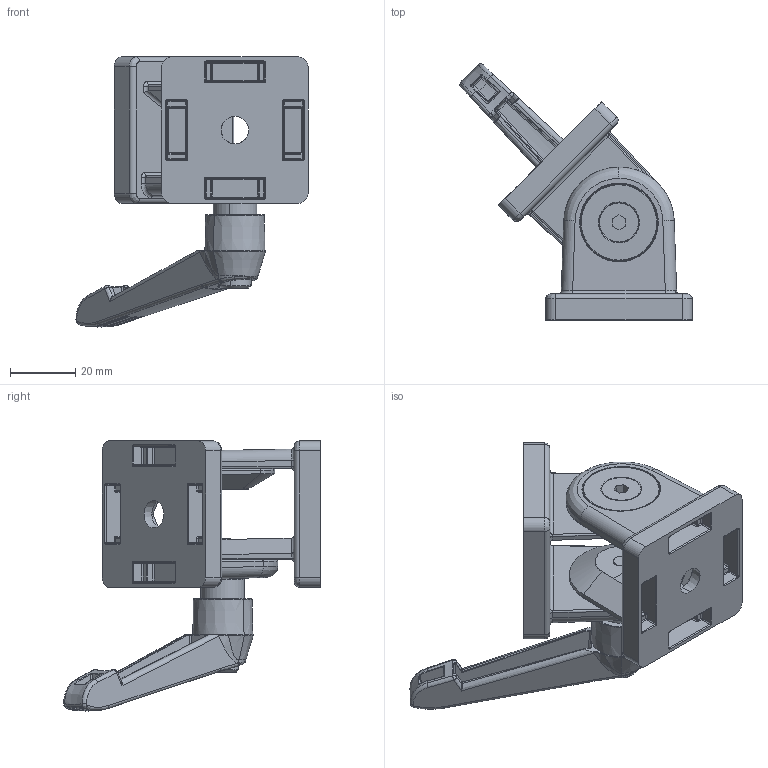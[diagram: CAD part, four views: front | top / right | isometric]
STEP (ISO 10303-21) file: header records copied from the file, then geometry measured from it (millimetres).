
FILE_DESCRIPTION (( 'STEP AP214' ), '1' );
FILE_NAME ('6121410', '2019-01-28T15:44:58', ( '' ), ('JUGARD+KÜNSTNER GmbH'), 'SwSTEP 2.0', 'SolidWorks 2017', '' );
FILE_SCHEMA (( 'AUTOMOTIVE_DESIGN' ));
Length unit declared in the file: millimetre
Products named in the file (9): 6121410; Part2; Part1; Part4; Part8; Part7; 12843f06k_12865 m06 12 k; Part10; Part13
Assembly tree (14 placements, depth 3):
  6121410
    Part2  x3
    Part1  x3
    Part4  x2
    12843f06k_12865 m06 12 k
      Part8
      Part7
    Part10  x2
    Part13
Bounding box: 71.43 x 78.93 x 83.06 mm (x, y, z)
Volume: 61255.9 mm3; surface area: 38272.2 mm2
Topology: 13 solids, 14 shells, 1529 faces, 3447 edges, 1921 vertices
Faces by surface type: bspline 627, cylinder 503, plane 298, cone 101
Entity records: 43246 total; most frequent: CARTESIAN_POINT 16434, ORIENTED_EDGE 3888, DIRECTION 3063, EDGE_CURVE 1944, AXIS2_PLACEMENT_3D 1241, VERTEX_POINT 1110, EDGE_LOOP 904, UNCERTAINTY_MEASURE_WITH_UNIT 893
